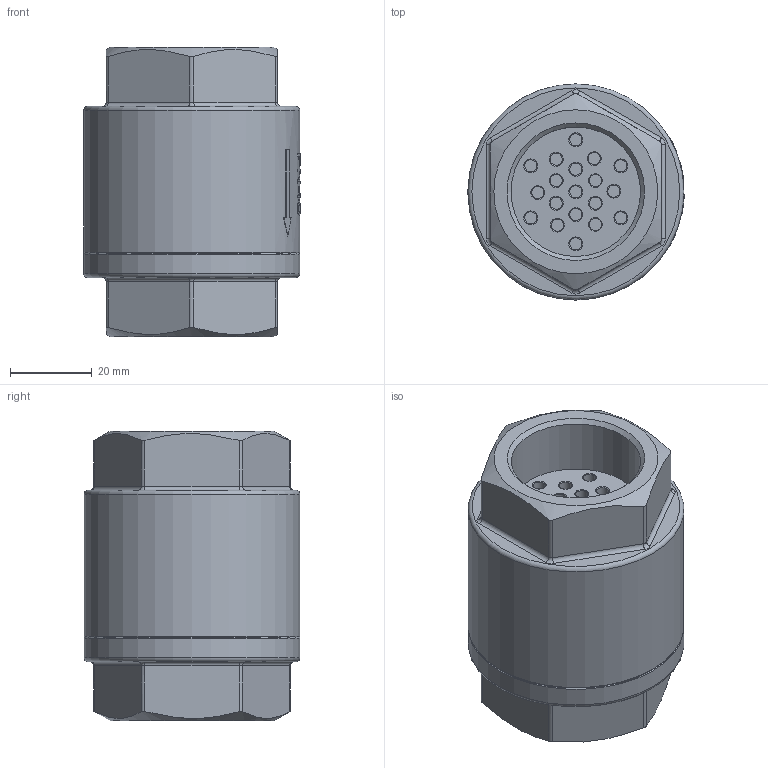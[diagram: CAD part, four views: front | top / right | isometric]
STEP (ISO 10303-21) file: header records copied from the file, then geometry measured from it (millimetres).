
FILE_DESCRIPTION(/* description */ (''),/* implementation_level */ '2;1');
FILE_NAME(/* name */ 'DN25_3D_STEP.stp',/* time_stamp */ '2025-12-14T18:16:53+03:00',/* author */ ('igorr'),/* organization */ (''),/* preprocessor_version */ 'ST-DEVELOPER v20',/* originating_system */ 'Autodesk Inventor 2025',/* authorisation */ '');
FILE_SCHEMA (('AUTOMOTIVE_DESIGN { 1 0 10303 214 3 1 1 }'));
Length unit declared in the file: millimetre
Products named in the file (1): Деталь1
Bounding box: 53.09 x 53 x 71 mm (x, y, z)
Volume: 112498.3 mm3; surface area: 23217.4 mm2
Topology: 2 solids, 2 shells, 328 faces, 812 edges, 532 vertices
Faces by surface type: plane 145, bspline 75, cylinder 68, torus 35, cone 5
Full cylindrical faces by diameter (mm): 3 x19, 5 x1, 31.77 x2, 53 x2
Entity records: 12043 total; most frequent: CARTESIAN_POINT 4164, ORIENTED_EDGE 1624, DIRECTION 1425, EDGE_CURVE 812, AXIS2_PLACEMENT_3D 535, VERTEX_POINT 532, EDGE_LOOP 372, LINE 355
